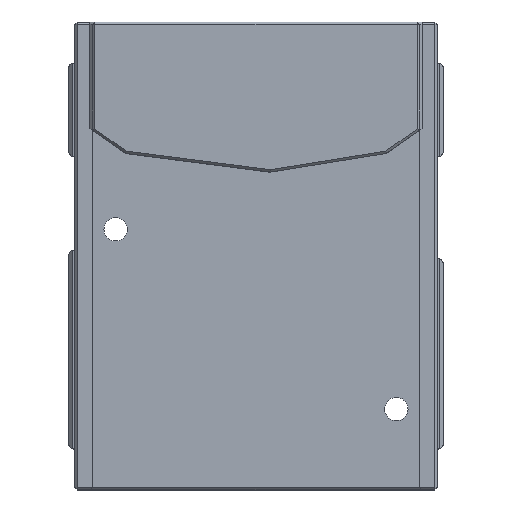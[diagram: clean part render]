
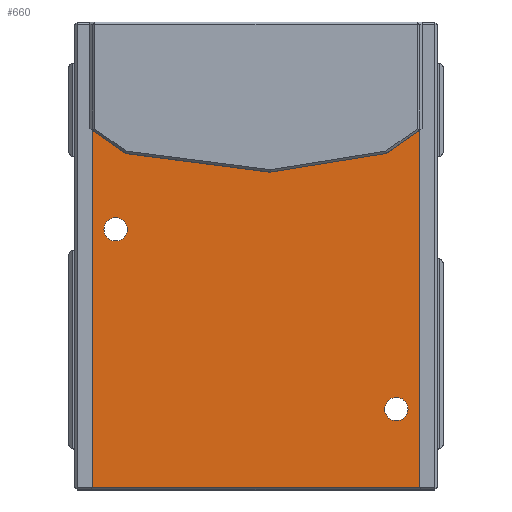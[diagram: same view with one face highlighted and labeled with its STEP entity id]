
A CAD part, top view. The second image highlights one B-rep face of the part: STEP entity #660.
In plain terms, the highlighted planar face has unit normal (0, 0, 1).
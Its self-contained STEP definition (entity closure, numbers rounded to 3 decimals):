
#247 = VERTEX_POINT('',#248);
#248 = CARTESIAN_POINT('',(-28.,-18.496,0.));
#254 = EDGE_CURVE('',#247,#255,#257,.T.);
#255 = VERTEX_POINT('',#256);
#256 = CARTESIAN_POINT('',(-28.,-79.6,0.));
#257 = LINE('',#258,#259);
#258 = CARTESIAN_POINT('',(-28.,0.,0.));
#259 = VECTOR('',#260,1.);
#260 = DIRECTION('',(0.,-1.,0.));
#660 = ADVANCED_FACE('',(#661,#760,#771),#782,.T.);
#661 = FACE_BOUND('',#662,.T.);
#662 = EDGE_LOOP('',(#663,#673,#681,#689,#698,#706,#714,#722,#731,#739,
    #747,#753,#754));
#663 = ORIENTED_EDGE('',*,*,#664,.F.);
#664 = EDGE_CURVE('',#665,#667,#669,.T.);
#665 = VERTEX_POINT('',#666);
#666 = CARTESIAN_POINT('',(28.,-18.496,0.));
#667 = VERTEX_POINT('',#668);
#668 = CARTESIAN_POINT('',(28.,-79.6,0.));
#669 = LINE('',#670,#671);
#670 = CARTESIAN_POINT('',(28.,0.,0.));
#671 = VECTOR('',#672,1.);
#672 = DIRECTION('',(0.,-1.,0.));
#673 = ORIENTED_EDGE('',*,*,#674,.F.);
#674 = EDGE_CURVE('',#675,#665,#677,.T.);
#675 = VERTEX_POINT('',#676);
#676 = CARTESIAN_POINT('',(22.328,-22.467,0.));
#677 = LINE('',#678,#679);
#678 = CARTESIAN_POINT('',(22.328,-22.467,0.));
#679 = VECTOR('',#680,1.);
#680 = DIRECTION('',(0.819,0.574,0.));
#681 = ORIENTED_EDGE('',*,*,#682,.F.);
#682 = EDGE_CURVE('',#683,#675,#685,.T.);
#683 = VERTEX_POINT('',#684);
#684 = CARTESIAN_POINT('',(21.849,-19.506,0.));
#685 = LINE('',#686,#687);
#686 = CARTESIAN_POINT('',(21.849,-19.506,0.));
#687 = VECTOR('',#688,1.);
#688 = DIRECTION('',(0.159,-0.987,0.));
#689 = ORIENTED_EDGE('',*,*,#690,.T.);
#690 = EDGE_CURVE('',#683,#691,#693,.T.);
#691 = VERTEX_POINT('',#692);
#692 = CARTESIAN_POINT('',(23.6,-1.,0.));
#693 = B_SPLINE_CURVE_WITH_KNOTS('',3,(#694,#695,#696,#697),
  .UNSPECIFIED.,.F.,.F.,(4,4),(0.,1.),.PIECEWISE_BEZIER_KNOTS.);
#694 = CARTESIAN_POINT('',(21.849,-19.506,0.));
#695 = CARTESIAN_POINT('',(20.741,-12.643,0.));
#696 = CARTESIAN_POINT('',(23.6,-7.971,0.));
#697 = CARTESIAN_POINT('',(23.6,-1.,0.));
#698 = ORIENTED_EDGE('',*,*,#699,.F.);
#699 = EDGE_CURVE('',#700,#691,#702,.T.);
#700 = VERTEX_POINT('',#701);
#701 = CARTESIAN_POINT('',(23.6,0.,0.));
#702 = LINE('',#703,#704);
#703 = CARTESIAN_POINT('',(23.6,0.,0.));
#704 = VECTOR('',#705,1.);
#705 = DIRECTION('',(0.,-1.,0.));
#706 = ORIENTED_EDGE('',*,*,#707,.T.);
#707 = EDGE_CURVE('',#700,#708,#710,.T.);
#708 = VERTEX_POINT('',#709);
#709 = CARTESIAN_POINT('',(-23.6,0.,0.));
#710 = LINE('',#711,#712);
#711 = CARTESIAN_POINT('',(31.,0.,0.));
#712 = VECTOR('',#713,1.);
#713 = DIRECTION('',(-1.,0.,0.));
#714 = ORIENTED_EDGE('',*,*,#715,.T.);
#715 = EDGE_CURVE('',#708,#716,#718,.T.);
#716 = VERTEX_POINT('',#717);
#717 = CARTESIAN_POINT('',(-23.6,-1.,0.));
#718 = LINE('',#719,#720);
#719 = CARTESIAN_POINT('',(-23.6,0.,0.));
#720 = VECTOR('',#721,1.);
#721 = DIRECTION('',(0.,-1.,0.));
#722 = ORIENTED_EDGE('',*,*,#723,.F.);
#723 = EDGE_CURVE('',#724,#716,#726,.T.);
#724 = VERTEX_POINT('',#725);
#725 = CARTESIAN_POINT('',(2.007,-22.71,0.));
#726 = B_SPLINE_CURVE_WITH_KNOTS('',3,(#727,#728,#729,#730),
  .UNSPECIFIED.,.F.,.F.,(4,4),(0.,1.),.PIECEWISE_BEZIER_KNOTS.);
#727 = CARTESIAN_POINT('',(2.007,-22.71,0.));
#728 = CARTESIAN_POINT('',(1.076,-16.95,0.));
#729 = CARTESIAN_POINT('',(-23.6,-9.995,0.));
#730 = CARTESIAN_POINT('',(-23.6,-1.,0.));
#731 = ORIENTED_EDGE('',*,*,#732,.F.);
#732 = EDGE_CURVE('',#733,#724,#735,.T.);
#733 = VERTEX_POINT('',#734);
#734 = CARTESIAN_POINT('',(2.485,-25.672,0.));
#735 = LINE('',#736,#737);
#736 = CARTESIAN_POINT('',(2.485,-25.672,0.));
#737 = VECTOR('',#738,1.);
#738 = DIRECTION('',(-0.159,0.987,0.));
#739 = ORIENTED_EDGE('',*,*,#740,.T.);
#740 = EDGE_CURVE('',#733,#741,#743,.T.);
#741 = VERTEX_POINT('',#742);
#742 = CARTESIAN_POINT('',(-22.328,-22.467,0.));
#743 = LINE('',#744,#745);
#744 = CARTESIAN_POINT('',(2.485,-25.672,0.));
#745 = VECTOR('',#746,1.);
#746 = DIRECTION('',(-0.992,0.128,0.));
#747 = ORIENTED_EDGE('',*,*,#748,.F.);
#748 = EDGE_CURVE('',#247,#741,#749,.T.);
#749 = LINE('',#750,#751);
#750 = CARTESIAN_POINT('',(-28.,-18.496,0.));
#751 = VECTOR('',#752,1.);
#752 = DIRECTION('',(0.819,-0.574,0.));
#753 = ORIENTED_EDGE('',*,*,#254,.T.);
#754 = ORIENTED_EDGE('',*,*,#755,.T.);
#755 = EDGE_CURVE('',#255,#667,#756,.T.);
#756 = LINE('',#757,#758);
#757 = CARTESIAN_POINT('',(-28.,-79.6,0.));
#758 = VECTOR('',#759,1.);
#759 = DIRECTION('',(1.,0.,0.));
#760 = FACE_BOUND('',#761,.T.);
#761 = EDGE_LOOP('',(#762));
#762 = ORIENTED_EDGE('',*,*,#763,.F.);
#763 = EDGE_CURVE('',#764,#764,#766,.T.);
#764 = VERTEX_POINT('',#765);
#765 = CARTESIAN_POINT('',(26.,-66.16,0.));
#766 = CIRCLE('',#767,2.);
#767 = AXIS2_PLACEMENT_3D('',#768,#769,#770);
#768 = CARTESIAN_POINT('',(24.,-66.16,0.));
#769 = DIRECTION('',(0.,0.,1.));
#770 = DIRECTION('',(1.,0.,0.));
#771 = FACE_BOUND('',#772,.T.);
#772 = EDGE_LOOP('',(#773));
#773 = ORIENTED_EDGE('',*,*,#774,.F.);
#774 = EDGE_CURVE('',#775,#775,#777,.T.);
#775 = VERTEX_POINT('',#776);
#776 = CARTESIAN_POINT('',(-22.,-35.419,0.));
#777 = CIRCLE('',#778,2.);
#778 = AXIS2_PLACEMENT_3D('',#779,#780,#781);
#779 = CARTESIAN_POINT('',(-24.,-35.419,0.));
#780 = DIRECTION('',(0.,0.,1.));
#781 = DIRECTION('',(1.,0.,0.));
#782 = PLANE('',#783);
#783 = AXIS2_PLACEMENT_3D('',#784,#785,#786);
#784 = CARTESIAN_POINT('',(0.,-40.736,0.));
#785 = DIRECTION('',(0.,0.,1.));
#786 = DIRECTION('',(1.,0.,0.));
